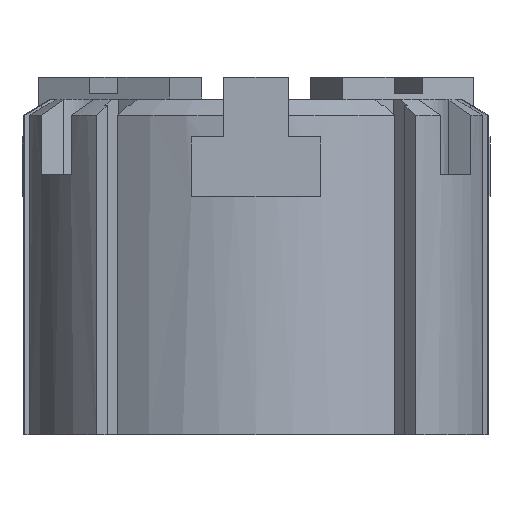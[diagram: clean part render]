
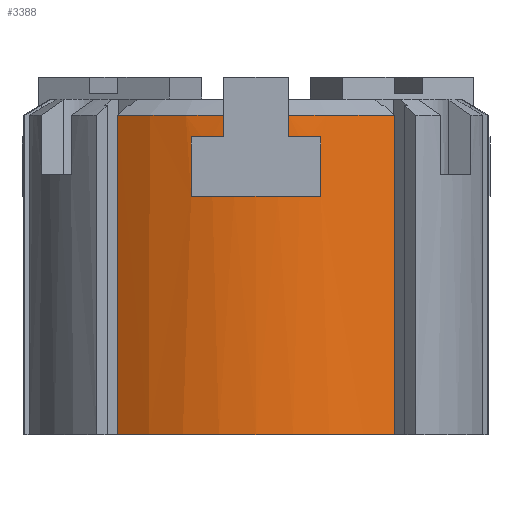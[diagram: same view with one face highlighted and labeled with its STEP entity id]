
A CAD part, front view. The second image highlights one B-rep face of the part: STEP entity #3388.
In plain terms, the highlighted cylindrical face has radius 43 mm (diameter 86 mm), a partial arc.
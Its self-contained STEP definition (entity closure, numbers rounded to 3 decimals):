
#345=FACE_OUTER_BOUND('',#550,.T.);
#550=EDGE_LOOP('',(#2862,#2863,#2864,#2865,#2866,#2867,#2868,#2869,#2870,
#2871,#2872,#2873,#2874));
#842=LINE('',#5508,#1177);
#871=LINE('',#5570,#1206);
#876=LINE('',#5589,#1211);
#877=LINE('',#5595,#1212);
#878=LINE('',#5598,#1213);
#879=LINE('',#5600,#1214);
#1177=VECTOR('',#4396,59.);
#1206=VECTOR('',#4465,59.);
#1211=VECTOR('',#4484,11.);
#1212=VECTOR('',#4489,11.);
#1213=VECTOR('',#4492,4.);
#1214=VECTOR('',#4495,4.);
#1389=CIRCLE('',#3641,43.);
#1390=CIRCLE('',#3643,43.);
#1402=CIRCLE('',#3684,43.);
#1403=CIRCLE('',#3685,43.);
#1404=CIRCLE('',#3686,43.);
#1405=CIRCLE('',#3687,43.);
#1406=CIRCLE('',#3688,43.);
#1676=VERTEX_POINT('',#5433);
#1677=VERTEX_POINT('',#5438);
#1678=VERTEX_POINT('',#5452);
#1679=VERTEX_POINT('',#5456);
#1688=VERTEX_POINT('',#5507);
#1701=VERTEX_POINT('',#5569);
#1706=VERTEX_POINT('',#5585);
#1707=VERTEX_POINT('',#5586);
#1708=VERTEX_POINT('',#5588);
#1709=VERTEX_POINT('',#5590);
#1710=VERTEX_POINT('',#5592);
#1711=VERTEX_POINT('',#5594);
#1712=VERTEX_POINT('',#5596);
#2075=EDGE_CURVE('',#1677,#1676,#1389,.T.);
#2080=EDGE_CURVE('',#1679,#1678,#1390,.T.);
#2099=EDGE_CURVE('',#1688,#1679,#842,.T.);
#2130=EDGE_CURVE('',#1676,#1701,#871,.T.);
#2138=EDGE_CURVE('',#1706,#1707,#1402,.T.);
#2139=EDGE_CURVE('',#1707,#1708,#876,.T.);
#2140=EDGE_CURVE('',#1708,#1709,#1403,.T.);
#2141=EDGE_CURVE('',#1709,#1710,#1404,.T.);
#2142=EDGE_CURVE('',#1710,#1711,#877,.T.);
#2143=EDGE_CURVE('',#1711,#1712,#1405,.T.);
#2144=EDGE_CURVE('',#1712,#1677,#878,.T.);
#2145=EDGE_CURVE('',#1701,#1688,#1406,.T.);
#2146=EDGE_CURVE('',#1678,#1706,#879,.T.);
#2862=ORIENTED_EDGE('',*,*,#2138,.T.);
#2863=ORIENTED_EDGE('',*,*,#2139,.T.);
#2864=ORIENTED_EDGE('',*,*,#2140,.T.);
#2865=ORIENTED_EDGE('',*,*,#2141,.T.);
#2866=ORIENTED_EDGE('',*,*,#2142,.T.);
#2867=ORIENTED_EDGE('',*,*,#2143,.T.);
#2868=ORIENTED_EDGE('',*,*,#2144,.T.);
#2869=ORIENTED_EDGE('',*,*,#2075,.T.);
#2870=ORIENTED_EDGE('',*,*,#2130,.T.);
#2871=ORIENTED_EDGE('',*,*,#2145,.T.);
#2872=ORIENTED_EDGE('',*,*,#2099,.T.);
#2873=ORIENTED_EDGE('',*,*,#2080,.T.);
#2874=ORIENTED_EDGE('',*,*,#2146,.T.);
#3250=CYLINDRICAL_SURFACE('',#3683,43.);
#3388=ADVANCED_FACE('',(#345),#3250,.T.);
#3641=AXIS2_PLACEMENT_3D('',#5439,#4355,#4356);
#3643=AXIS2_PLACEMENT_3D('',#5457,#4359,#4360);
#3683=AXIS2_PLACEMENT_3D('',#5584,#4480,#4481);
#3684=AXIS2_PLACEMENT_3D('',#5587,#4482,#4483);
#3685=AXIS2_PLACEMENT_3D('',#5591,#4485,#4486);
#3686=AXIS2_PLACEMENT_3D('',#5593,#4487,#4488);
#3687=AXIS2_PLACEMENT_3D('',#5597,#4490,#4491);
#3688=AXIS2_PLACEMENT_3D('',#5599,#4493,#4494);
#4355=DIRECTION('center_axis',(0.,0.,-1.));
#4356=DIRECTION('ref_axis',(1.,0.,0.));
#4359=DIRECTION('center_axis',(0.,0.,-1.));
#4360=DIRECTION('ref_axis',(1.,0.,0.));
#4396=DIRECTION('',(0.,0.,1.));
#4465=DIRECTION('',(0.,0.,-1.));
#4480=DIRECTION('center_axis',(0.,0.,1.));
#4481=DIRECTION('ref_axis',(1.,0.,0.));
#4482=DIRECTION('center_axis',(0.,0.,1.));
#4483=DIRECTION('ref_axis',(1.,0.,0.));
#4484=DIRECTION('',(0.,0.,-1.));
#4485=DIRECTION('center_axis',(0.,0.,-1.));
#4486=DIRECTION('ref_axis',(1.,0.,0.));
#4487=DIRECTION('center_axis',(0.,0.,-1.));
#4488=DIRECTION('ref_axis',(1.,0.,0.));
#4489=DIRECTION('',(0.,0.,1.));
#4490=DIRECTION('center_axis',(0.,0.,1.));
#4491=DIRECTION('ref_axis',(1.,0.,0.));
#4492=DIRECTION('',(0.,0.,1.));
#4493=DIRECTION('center_axis',(0.,0.,1.));
#4494=DIRECTION('ref_axis',(1.,0.,0.));
#4495=DIRECTION('',(0.,0.,-1.));
#5433=CARTESIAN_POINT('',(-23.165,-24.27,-3.));
#5438=CARTESIAN_POINT('',(-3.487,-32.358,-3.));
#5439=CARTESIAN_POINT('Origin',(2.513,10.221,-3.));
#5452=CARTESIAN_POINT('',(8.513,-32.358,-3.));
#5456=CARTESIAN_POINT('',(28.191,-24.27,-3.));
#5457=CARTESIAN_POINT('Origin',(2.513,10.221,-3.));
#5507=CARTESIAN_POINT('',(28.191,-24.27,-62.));
#5508=CARTESIAN_POINT('',(28.191,-24.27,0.));
#5569=CARTESIAN_POINT('',(-23.165,-24.27,-62.));
#5570=CARTESIAN_POINT('',(-23.165,-24.27,0.));
#5584=CARTESIAN_POINT('Origin',(2.513,10.221,0.));
#5585=CARTESIAN_POINT('',(8.513,-32.358,-7.));
#5586=CARTESIAN_POINT('',(14.513,-31.07,-7.));
#5587=CARTESIAN_POINT('Origin',(2.513,10.221,-7.));
#5588=CARTESIAN_POINT('',(14.513,-31.07,-18.));
#5589=CARTESIAN_POINT('',(14.513,-31.07,-18.));
#5590=CARTESIAN_POINT('',(2.513,-32.779,-18.));
#5591=CARTESIAN_POINT('Origin',(2.513,10.221,-18.));
#5592=CARTESIAN_POINT('',(-9.487,-31.07,-18.));
#5593=CARTESIAN_POINT('Origin',(2.513,10.221,-18.));
#5594=CARTESIAN_POINT('',(-9.487,-31.07,-7.));
#5595=CARTESIAN_POINT('',(-9.487,-31.07,0.));
#5596=CARTESIAN_POINT('',(-3.487,-32.358,-7.));
#5597=CARTESIAN_POINT('Origin',(2.513,10.221,-7.));
#5598=CARTESIAN_POINT('',(-3.487,-32.358,0.));
#5599=CARTESIAN_POINT('Origin',(2.513,10.221,-62.));
#5600=CARTESIAN_POINT('',(8.513,-32.358,-7.));
